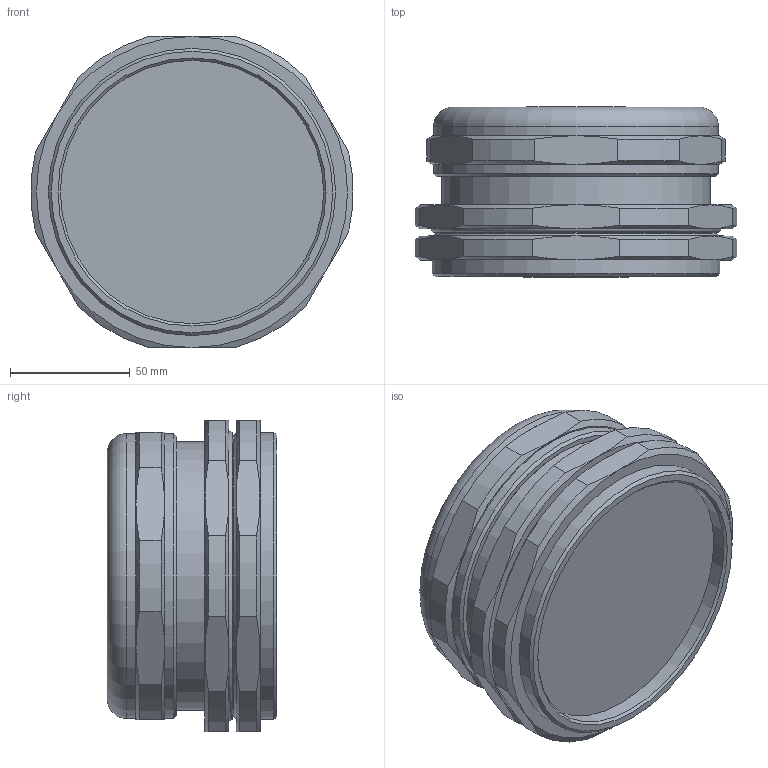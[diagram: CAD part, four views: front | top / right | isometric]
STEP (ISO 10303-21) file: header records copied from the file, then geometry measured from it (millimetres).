
FILE_DESCRIPTION(/* description */ ('ГОФРОМАТИК M120 (90-95 мм)'),/* implementation_level */ '2;1');
FILE_NAME(/* name */ '',/* time_stamp */ '2025-05-27T07:28:07+07:00',/* author */ ('zeta-86'),/* organization */ (''),/* preprocessor_version */ 'ST-DEVELOPER v19.2',/* originating_system */ 'Autodesk Inventor 2024',/* authorisation */ '');
FILE_SCHEMA (('AUTOMOTIVE_DESIGN { 1 0 10303 214 3 1 1 }'));
Length unit declared in the file: millimetre
Products named in the file (1): ГОФРОМАТИК M120 (
90-95 мм)
Bounding box: 134.53 x 70.85 x 130 mm (x, y, z)
Volume: 751029.9 mm3; surface area: 66890.8 mm2
Topology: 1 solids, 1 shells, 104 faces, 236 edges, 144 vertices
Faces by surface type: cone 43, plane 31, cylinder 26, torus 4
Full cylindrical faces by diameter (mm): 95 x1, 110 x1, 112 x1, 117 x2, 119 x2, 120 x1
Entity records: 3006 total; most frequent: CARTESIAN_POINT 629, DIRECTION 487, ORIENTED_EDGE 472, EDGE_CURVE 236, AXIS2_PLACEMENT_3D 218, VERTEX_POINT 144, EDGE_LOOP 115, CIRCLE 113
